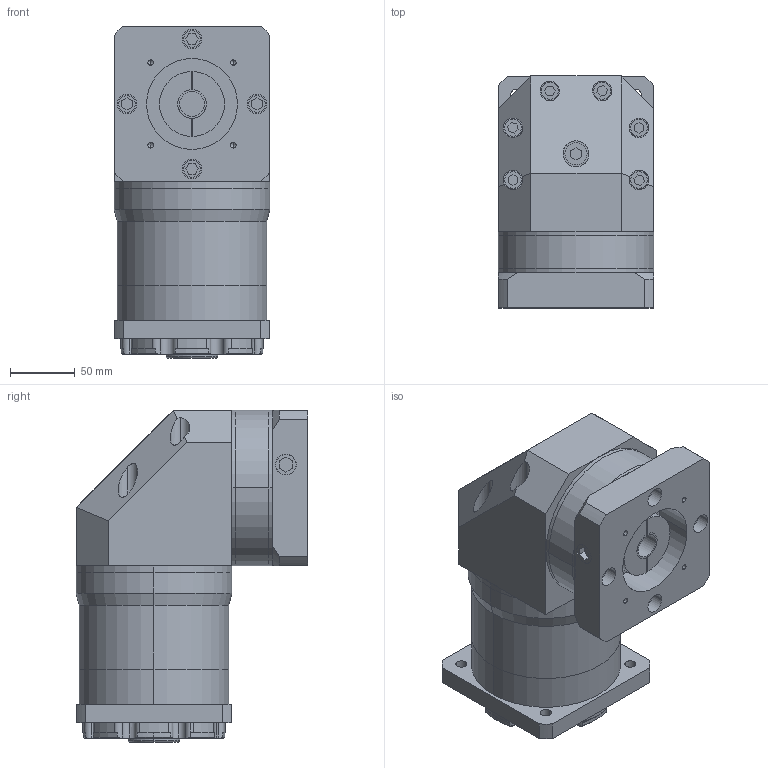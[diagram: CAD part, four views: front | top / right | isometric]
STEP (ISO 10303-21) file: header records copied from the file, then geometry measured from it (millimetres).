
FILE_DESCRIPTION (( 'STEP AP214' ), '1' );
FILE_NAME ('VGZK115双级模型（19-35 70-3 4-5.5-90）.STEP', '2019-01-10T06:51:02', ( 'Windows' ), ( 'Microsoft' ), 'SwSTEP 2.0', 'SolidWorks 2016', '' );
FILE_SCHEMA (( 'AUTOMOTIVE_DESIGN' ));
Length unit declared in the file: millimetre
Products named in the file (1): VGZK115双级模型（19-35 70-3 4-5.5-90）
Bounding box: 120 x 178.5 x 255.5 mm (x, y, z)
Volume: 3271218.8 mm3; surface area: 342945.5 mm2
Topology: 23 solids, 23 shells, 501 faces, 1198 edges, 785 vertices
Faces by surface type: plane 278, cylinder 198, cone 14, torus 11
Entity records: 14989 total; most frequent: CARTESIAN_POINT 2671, DIRECTION 2594, ORIENTED_EDGE 2380, EDGE_CURVE 1190, AXIS2_PLACEMENT_3D 946, VERTEX_POINT 785, LINE 702, VECTOR 702
